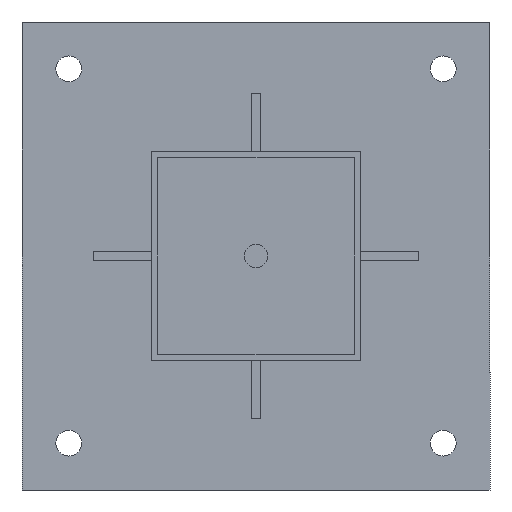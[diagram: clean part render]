
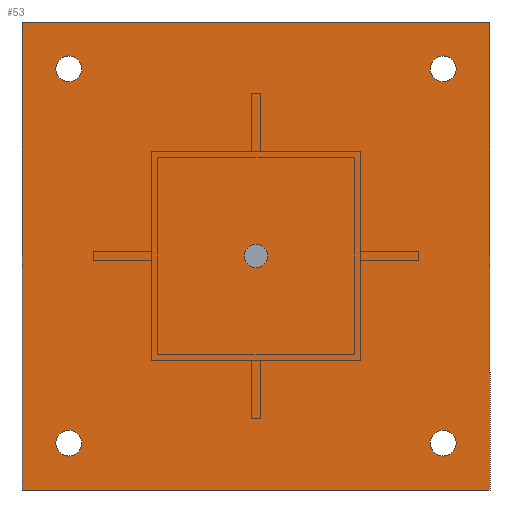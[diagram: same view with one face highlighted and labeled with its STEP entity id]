
A CAD part, front view. The second image highlights one B-rep face of the part: STEP entity #53.
In plain terms, the highlighted planar face has unit normal (0, -1, 0).
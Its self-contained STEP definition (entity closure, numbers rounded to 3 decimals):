
#11 = AXIS2_PLACEMENT_3D ( 'NONE', #1166, #1159, #505 ) ;
#18 = CARTESIAN_POINT ( 'NONE',  ( 200., -5196.6, 200. ) ) ;
#36 = CARTESIAN_POINT ( 'NONE',  ( 200., -5196.6, -200. ) ) ;
#49 = CIRCLE ( 'NONE', #103, 11. ) ;
#53 = ADVANCED_FACE ( 'NONE', ( #1138, #1299, #636, #1719, #608, #622 ), #628, .T. ) ;
#62 = CARTESIAN_POINT ( 'NONE',  ( 160., -5196.6, -149. ) ) ;
#86 = LINE ( 'NONE', #873, #560 ) ;
#103 = AXIS2_PLACEMENT_3D ( 'NONE', #1301, #1075, #1602 ) ;
#126 = EDGE_LOOP ( 'NONE', ( #1573, #1378 ) ) ;
#135 = VERTEX_POINT ( 'NONE', #777 ) ;
#139 = CARTESIAN_POINT ( 'NONE',  ( -160., -5196.6, 149. ) ) ;
#158 = CIRCLE ( 'NONE', #1150, 11. ) ;
#165 = ORIENTED_EDGE ( 'NONE', *, *, #1008, .T. ) ;
#182 = CARTESIAN_POINT ( 'NONE',  ( -200., -5196.6, 200. ) ) ;
#185 = CIRCLE ( 'NONE', #1262, 11. ) ;
#195 = ORIENTED_EDGE ( 'NONE', *, *, #650, .F. ) ;
#214 = AXIS2_PLACEMENT_3D ( 'NONE', #1001, #1143, #1718 ) ;
#245 = VERTEX_POINT ( 'NONE', #1236 ) ;
#248 = DIRECTION ( 'NONE',  ( 0., 0., -1. ) ) ;
#271 = CARTESIAN_POINT ( 'NONE',  ( 160., -5196.6, -160. ) ) ;
#277 = ORIENTED_EDGE ( 'NONE', *, *, #1181, .F. ) ;
#319 = DIRECTION ( 'NONE',  ( 0., -1., 0. ) ) ;
#331 = ORIENTED_EDGE ( 'NONE', *, *, #333, .F. ) ;
#333 = EDGE_CURVE ( 'NONE', #780, #883, #530, .T. ) ;
#335 = DIRECTION ( 'NONE',  ( 1., 0., 0. ) ) ;
#338 = DIRECTION ( 'NONE',  ( 0., 0., -1. ) ) ;
#387 = EDGE_CURVE ( 'NONE', #1007, #1438, #1317, .T. ) ;
#420 = CARTESIAN_POINT ( 'NONE',  ( 0., -5196.6, 10. ) ) ;
#421 = CIRCLE ( 'NONE', #847, 11. ) ;
#436 = EDGE_CURVE ( 'NONE', #1438, #1007, #1466, .T. ) ;
#438 = CARTESIAN_POINT ( 'NONE',  ( -200., -5196.6, 200. ) ) ;
#477 = EDGE_CURVE ( 'NONE', #135, #750, #811, .T. ) ;
#505 = DIRECTION ( 'NONE',  ( 0., 0., -1. ) ) ;
#524 = EDGE_LOOP ( 'NONE', ( #277, #1043 ) ) ;
#530 = CIRCLE ( 'NONE', #1092, 11. ) ;
#545 = CARTESIAN_POINT ( 'NONE',  ( 160., -5196.6, 160. ) ) ;
#560 = VECTOR ( 'NONE', #335, 1000. ) ;
#575 = ORIENTED_EDGE ( 'NONE', *, *, #975, .F. ) ;
#590 = AXIS2_PLACEMENT_3D ( 'NONE', #1678, #602, #1540 ) ;
#597 = LINE ( 'NONE', #182, #1437 ) ;
#602 = DIRECTION ( 'NONE',  ( 0., -1., 0. ) ) ;
#607 = CARTESIAN_POINT ( 'NONE',  ( 160., -5196.6, 160. ) ) ;
#608 = FACE_BOUND ( 'NONE', #1504, .T. ) ;
#619 = CARTESIAN_POINT ( 'NONE',  ( 0., -5196.6, 0. ) ) ;
#622 = FACE_BOUND ( 'NONE', #831, .T. ) ;
#628 = PLANE ( 'NONE',  #11 ) ;
#636 = FACE_OUTER_BOUND ( 'NONE', #1255, .T. ) ;
#650 = EDGE_CURVE ( 'NONE', #750, #135, #185, .T. ) ;
#677 = DIRECTION ( 'NONE',  ( 0., -1., 0. ) ) ;
#699 = AXIS2_PLACEMENT_3D ( 'NONE', #940, #677, #1058 ) ;
#721 = VERTEX_POINT ( 'NONE', #139 ) ;
#726 = EDGE_LOOP ( 'NONE', ( #195, #1171 ) ) ;
#727 = EDGE_CURVE ( 'NONE', #883, #780, #926, .T. ) ;
#729 = DIRECTION ( 'NONE',  ( 0., 0., -1. ) ) ;
#740 = CARTESIAN_POINT ( 'NONE',  ( -200., -5196.6, 200. ) ) ;
#746 = CARTESIAN_POINT ( 'NONE',  ( -160., -5196.6, -149. ) ) ;
#750 = VERTEX_POINT ( 'NONE', #62 ) ;
#769 = EDGE_CURVE ( 'NONE', #798, #1727, #597, .T. ) ;
#777 = CARTESIAN_POINT ( 'NONE',  ( 160., -5196.6, -171. ) ) ;
#780 = VERTEX_POINT ( 'NONE', #1272 ) ;
#783 = AXIS2_PLACEMENT_3D ( 'NONE', #619, #1026, #1052 ) ;
#785 = AXIS2_PLACEMENT_3D ( 'NONE', #545, #1082, #1493 ) ;
#790 = ORIENTED_EDGE ( 'NONE', *, *, #1200, .F. ) ;
#798 = VERTEX_POINT ( 'NONE', #1400 ) ;
#811 = CIRCLE ( 'NONE', #699, 11. ) ;
#813 = EDGE_CURVE ( 'NONE', #245, #1084, #86, .T. ) ;
#816 = VECTOR ( 'NONE', #1224, 1000. ) ;
#819 = DIRECTION ( 'NONE',  ( 0., 0., -1. ) ) ;
#831 = EDGE_LOOP ( 'NONE', ( #790, #575 ) ) ;
#847 = AXIS2_PLACEMENT_3D ( 'NONE', #1714, #1290, #729 ) ;
#863 = DIRECTION ( 'NONE',  ( -1., 0., 0. ) ) ;
#873 = CARTESIAN_POINT ( 'NONE',  ( -200., -5196.6, -200. ) ) ;
#880 = CARTESIAN_POINT ( 'NONE',  ( -160., -5196.6, -171. ) ) ;
#883 = VERTEX_POINT ( 'NONE', #1722 ) ;
#895 = ORIENTED_EDGE ( 'NONE', *, *, #727, .F. ) ;
#920 = EDGE_CURVE ( 'NONE', #721, #1708, #49, .T. ) ;
#922 = CARTESIAN_POINT ( 'NONE',  ( -160., -5196.6, -160. ) ) ;
#926 = CIRCLE ( 'NONE', #785, 11. ) ;
#940 = CARTESIAN_POINT ( 'NONE',  ( 160., -5196.6, -160. ) ) ;
#975 = EDGE_CURVE ( 'NONE', #1463, #1360, #158, .T. ) ;
#1001 = CARTESIAN_POINT ( 'NONE',  ( 0., -5196.6, 0. ) ) ;
#1007 = VERTEX_POINT ( 'NONE', #420 ) ;
#1008 = EDGE_CURVE ( 'NONE', #1727, #245, #1764, .T. ) ;
#1026 = DIRECTION ( 'NONE',  ( 0., -1., 0. ) ) ;
#1043 = ORIENTED_EDGE ( 'NONE', *, *, #920, .F. ) ;
#1052 = DIRECTION ( 'NONE',  ( 0., 0., -1. ) ) ;
#1058 = DIRECTION ( 'NONE',  ( 0., 0., -1. ) ) ;
#1075 = DIRECTION ( 'NONE',  ( 0., -1., 0. ) ) ;
#1082 = DIRECTION ( 'NONE',  ( 0., -1., 0. ) ) ;
#1084 = VERTEX_POINT ( 'NONE', #36 ) ;
#1092 = AXIS2_PLACEMENT_3D ( 'NONE', #607, #319, #338 ) ;
#1138 = FACE_BOUND ( 'NONE', #726, .T. ) ;
#1143 = DIRECTION ( 'NONE',  ( 0., -1., 0. ) ) ;
#1150 = AXIS2_PLACEMENT_3D ( 'NONE', #922, #1468, #248 ) ;
#1159 = DIRECTION ( 'NONE',  ( 0., -1., 0. ) ) ;
#1166 = CARTESIAN_POINT ( 'NONE',  ( 0., -5196.6, 0. ) ) ;
#1171 = ORIENTED_EDGE ( 'NONE', *, *, #477, .F. ) ;
#1181 = EDGE_CURVE ( 'NONE', #1708, #721, #421, .T. ) ;
#1200 = EDGE_CURVE ( 'NONE', #1360, #1463, #1206, .T. ) ;
#1206 = CIRCLE ( 'NONE', #590, 11. ) ;
#1223 = DIRECTION ( 'NONE',  ( 0., 0., -1. ) ) ;
#1224 = DIRECTION ( 'NONE',  ( 0., 0., 1. ) ) ;
#1236 = CARTESIAN_POINT ( 'NONE',  ( -200., -5196.6, -200. ) ) ;
#1251 = LINE ( 'NONE', #18, #816 ) ;
#1255 = EDGE_LOOP ( 'NONE', ( #1583, #1585, #165, #1315 ) ) ;
#1262 = AXIS2_PLACEMENT_3D ( 'NONE', #271, #1516, #1223 ) ;
#1272 = CARTESIAN_POINT ( 'NONE',  ( 160., -5196.6, 171. ) ) ;
#1290 = DIRECTION ( 'NONE',  ( 0., -1., 0. ) ) ;
#1299 = FACE_BOUND ( 'NONE', #126, .T. ) ;
#1301 = CARTESIAN_POINT ( 'NONE',  ( -160., -5196.6, 160. ) ) ;
#1315 = ORIENTED_EDGE ( 'NONE', *, *, #813, .T. ) ;
#1317 = CIRCLE ( 'NONE', #214, 10. ) ;
#1360 = VERTEX_POINT ( 'NONE', #746 ) ;
#1378 = ORIENTED_EDGE ( 'NONE', *, *, #436, .F. ) ;
#1400 = CARTESIAN_POINT ( 'NONE',  ( 200., -5196.6, 200. ) ) ;
#1437 = VECTOR ( 'NONE', #863, 1000. ) ;
#1438 = VERTEX_POINT ( 'NONE', #1500 ) ;
#1463 = VERTEX_POINT ( 'NONE', #880 ) ;
#1466 = CIRCLE ( 'NONE', #783, 10. ) ;
#1468 = DIRECTION ( 'NONE',  ( 0., -1., 0. ) ) ;
#1493 = DIRECTION ( 'NONE',  ( 0., 0., -1. ) ) ;
#1500 = CARTESIAN_POINT ( 'NONE',  ( 0., -5196.6, -10. ) ) ;
#1504 = EDGE_LOOP ( 'NONE', ( #331, #895 ) ) ;
#1516 = DIRECTION ( 'NONE',  ( 0., -1., 0. ) ) ;
#1522 = EDGE_CURVE ( 'NONE', #1084, #798, #1251, .T. ) ;
#1540 = DIRECTION ( 'NONE',  ( 0., 0., -1. ) ) ;
#1573 = ORIENTED_EDGE ( 'NONE', *, *, #387, .F. ) ;
#1583 = ORIENTED_EDGE ( 'NONE', *, *, #1522, .T. ) ;
#1585 = ORIENTED_EDGE ( 'NONE', *, *, #769, .T. ) ;
#1602 = DIRECTION ( 'NONE',  ( 0., 0., -1. ) ) ;
#1614 = VECTOR ( 'NONE', #819, 1000. ) ;
#1670 = CARTESIAN_POINT ( 'NONE',  ( -160., -5196.6, 171. ) ) ;
#1678 = CARTESIAN_POINT ( 'NONE',  ( -160., -5196.6, -160. ) ) ;
#1708 = VERTEX_POINT ( 'NONE', #1670 ) ;
#1714 = CARTESIAN_POINT ( 'NONE',  ( -160., -5196.6, 160. ) ) ;
#1718 = DIRECTION ( 'NONE',  ( 0., 0., -1. ) ) ;
#1719 = FACE_BOUND ( 'NONE', #524, .T. ) ;
#1722 = CARTESIAN_POINT ( 'NONE',  ( 160., -5196.6, 149. ) ) ;
#1727 = VERTEX_POINT ( 'NONE', #740 ) ;
#1764 = LINE ( 'NONE', #438, #1614 ) ;
